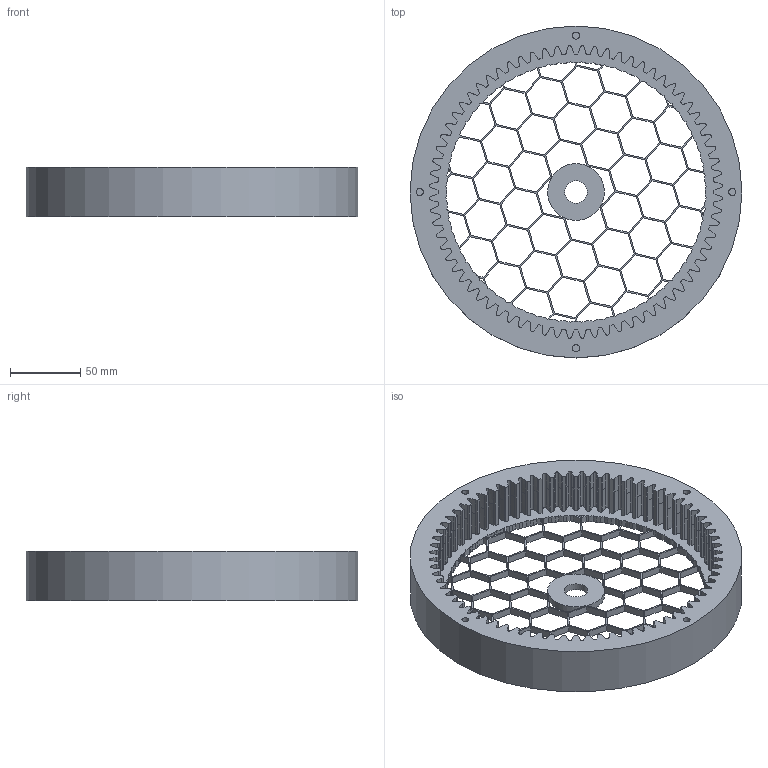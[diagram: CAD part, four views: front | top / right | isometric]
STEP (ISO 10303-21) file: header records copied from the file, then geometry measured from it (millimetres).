
FILE_DESCRIPTION(('FreeCAD Model'),'2;1');
FILE_NAME('Open CASCADE Shape Model','2025-10-05T19:48:40',(''),(''), 'Open CASCADE STEP processor 7.8','FreeCAD','Unknown');
FILE_SCHEMA(('AUTOMOTIVE_DESIGN { 1 0 10303 214 1 1 1 1 }'));
Length unit declared in the file: millimetre
Products named in the file (1): Compound001
Bounding box: 236 x 236 x 35 mm (x, y, z)
Volume: 452256.6 mm3; surface area: 124937.4 mm2
Topology: 1 solids, 1 shells, 1237 faces, 3548 edges, 2318 vertices
Faces by surface type: extrusion 576, cylinder 374, plane 287
Full cylindrical faces by diameter (mm): 5 x4, 16.2 x1, 236 x1
Entity records: 42977 total; most frequent: CARTESIAN_POINT 11425, ORIENTED_EDGE 7096, DIRECTION 5333, EDGE_CURVE 3548, VECTOR 2509, VERTEX_POINT 2318, LINE 1933, B_SPLINE_CURVE_WITH_KNOTS 1441
